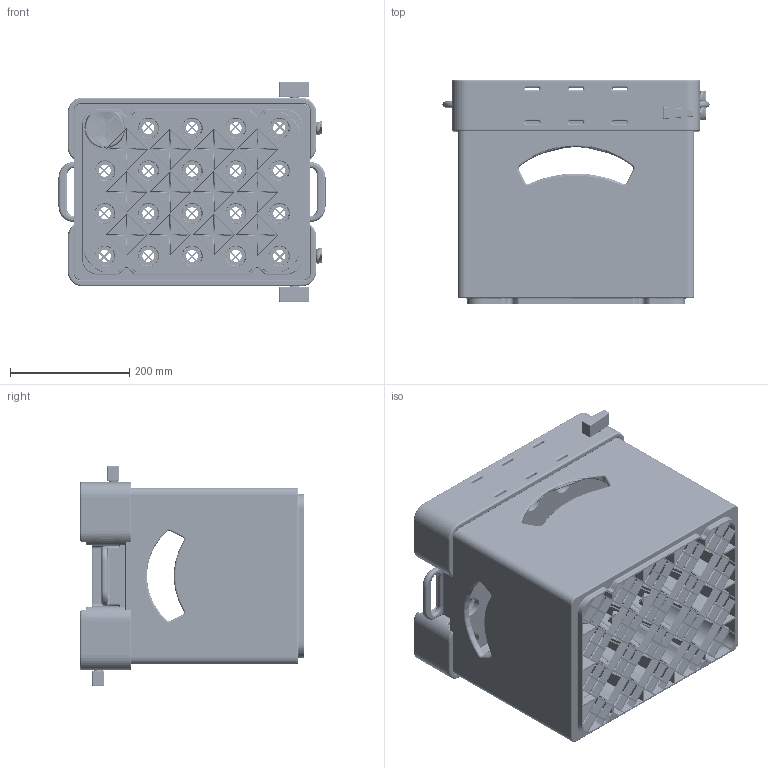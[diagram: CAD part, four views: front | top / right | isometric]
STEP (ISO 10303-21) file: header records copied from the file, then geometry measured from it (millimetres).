
FILE_DESCRIPTION (( 'STEP AP203' ), '1' );
FILE_NAME ('ZH_14042013.STEP', '2013-04-14T11:01:10', ( '' ), ( '' ), 'SwSTEP 2.0', 'SolidWorks 2012', '' );
FILE_SCHEMA (( 'CONFIG_CONTROL_DESIGN' ));
Products named in the file (21): ZH_14042013; G5_8 Bier; G3_4 CO2; Riegel; Absperrhahn; Dichtung_19032013; Flasche gefüllt; Bier; LongneckFlasche_AK; Dichtungshülse_Entriegelt; O-Ring 26-2; Druckfeder; Oberteil_Verschraubung_Werkzeuglos; O-Ring16x3; Spannsegmentträger; O-Ring 27-2; Spannsegment; Dichtungshülse; Rastplatte; Basisteil_29032013; Kiste
Assembly tree (31 placements, depth 3):
  ZH_14042013
    Kiste
    Basisteil_29032013  x2
    Rastplatte
    Dichtungshülse_Entriegelt
      Dichtungshülse
      Spannsegment  x6
      O-Ring 27-2
      Spannsegmentträger
      O-Ring16x3
      Oberteil_Verschraubung_Werkzeuglos
      Druckfeder
      O-Ring 26-2  x2
    Flasche gefüllt
      LongneckFlasche_AK
      Bier
    Dichtung_19032013
    Absperrhahn  x2
    Riegel  x4
    G3_4 CO2
    G5_8 Bier
Bounding box: 447 x 375 x 368 mm (x, y, z)
Volume: 10374201.6 mm3; surface area: 2663552.8 mm2
Topology: 31 solids, 31 shells, 4846 faces, 12773 edges, 7670 vertices
Faces by surface type: cylinder 1691, plane 1569, bspline 782, torus 629, cone 97, sphere 78
Full cylindrical faces by diameter (mm): 2 x6, 4 x16, 6 x4, 6.5 x2, 7.5 x2, 8 x2, 9 x11, 10 x4, 11 x2, 12 x4, 12.5 x2, 14 x1, 15 x16, 15.05 x2, 16 x1, 16.2 x1, 16.5 x1, 20 x42, 24.777 x1, 26 x2, 30 x2, 32 x43, 60.997 x2, 66.997 x1
Entity records: 133056 total; most frequent: CARTESIAN_POINT 53858, ORIENTED_EDGE 16618, DIRECTION 15203, EDGE_CURVE 8309, AXIS2_PLACEMENT_3D 5485, VERTEX_POINT 5266, VECTOR 4233, LINE 4233
